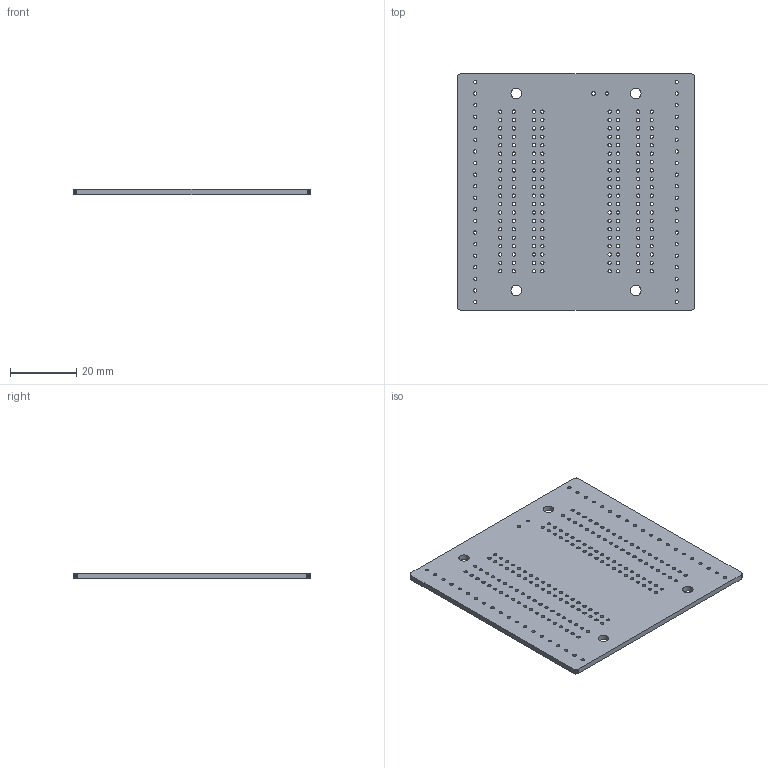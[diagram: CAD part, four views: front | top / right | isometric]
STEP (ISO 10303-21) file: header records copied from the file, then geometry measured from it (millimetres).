
FILE_DESCRIPTION(('PTSolns ESP BoB'),'2;1');
FILE_NAME( 'PTSolns_ESP_BoB.step', '2025-02-14T10:44:57', ('PTSolns'), (''), 'v1.0', '', '');
FILE_SCHEMA(('AUTOMOTIVE_DESIGN { 1 0 10303 214 1 1 1 1 }'));
Length unit declared in the file: millimetre
Products named in the file (2): PTSolns_ESP_BoB
Assembly tree (1 placements, depth 2):
  PTSolns_ESP_BoB
    PTSolns_ESP_BoB
Bounding box: 71.65 x 71.39 x 1.6 mm (x, y, z)
Volume: 7876.8 mm3; surface area: 11380.7 mm2
Topology: 1 solids, 1 shells, 244 faces, 726 edges, 484 vertices
Faces by surface type: cylinder 206, plane 38
Full cylindrical faces by diameter (mm): 1 x202, 3.2 x4
Entity records: 19969 total; most frequent: CARTESIAN_POINT 5380, DIRECTION 2670, ORIENTED_EDGE 1452, PCURVE 1452, DEFINITIONAL_REPRESENTATION 1452, LINE 1354, VECTOR 1354, EDGE_CURVE 726
